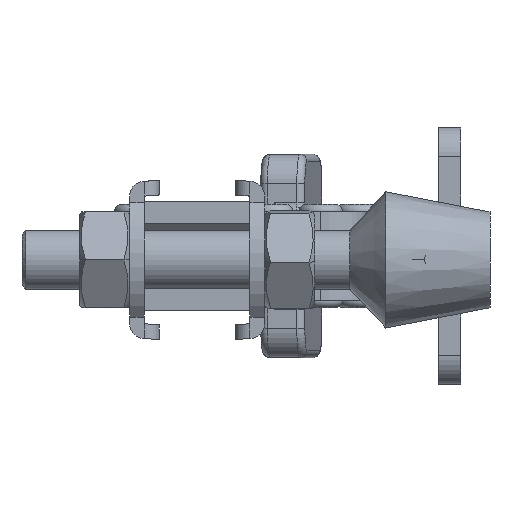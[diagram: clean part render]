
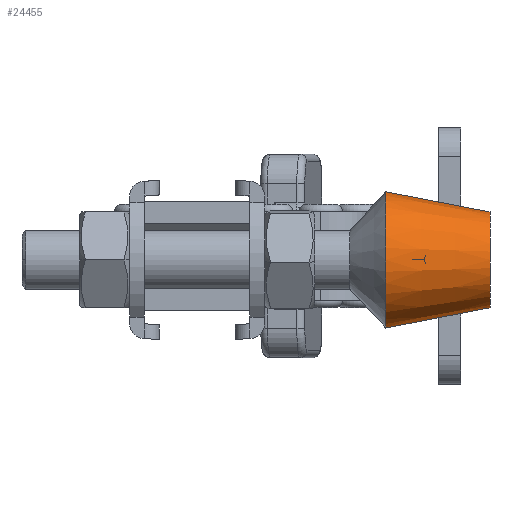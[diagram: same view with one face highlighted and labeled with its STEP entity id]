
A CAD part, left-side view. The second image highlights one B-rep face of the part: STEP entity #24455.
In plain terms, the highlighted conical face has half-angle 11 degrees and reference radius 6.5 mm.
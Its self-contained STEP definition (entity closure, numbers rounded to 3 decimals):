
#1101 = EDGE_CURVE ( 'NONE', #3785, #3793, #9622, .T. ) ;
#1103 = EDGE_CURVE ( 'NONE', #3788, #3794, #9627, .T. ) ;
#1107 = EDGE_CURVE ( 'NONE', #3794, #3793, #9631, .T. ) ;
#1108 = EDGE_CURVE ( 'NONE', #3788, #3785, #9635, .T. ) ;
#1903 = ORIENTED_EDGE ( 'NONE', *, *, #1101, .F. ) ;
#1905 = ORIENTED_EDGE ( 'NONE', *, *, #1108, .F. ) ;
#1908 = ORIENTED_EDGE ( 'NONE', *, *, #1103, .T. ) ;
#1910 = ORIENTED_EDGE ( 'NONE', *, *, #1107, .T. ) ;
#2716 = EDGE_LOOP ( 'NONE', ( #1903, #1905, #1908, #1910 ) ) ;
#3785 = VERTEX_POINT ( 'NONE', #11712 ) ;
#3788 = VERTEX_POINT ( 'NONE', #11715 ) ;
#3793 = VERTEX_POINT ( 'NONE', #11720 ) ;
#3794 = VERTEX_POINT ( 'NONE', #11721 ) ;
#8723 = AXIS2_PLACEMENT_3D ( 'NONE', #25395, #25394, #25393 ) ;
#8724 = AXIS2_PLACEMENT_3D ( 'NONE', #25389, #25388, #25387 ) ;
#9622 = LINE ( 'NONE', #25397, #9626 ) ;
#9626 = VECTOR ( 'NONE', #25402, 1000. ) ;
#9627 = LINE ( 'NONE', #25396, #9629 ) ;
#9629 = VECTOR ( 'NONE', #25375, 1000. ) ;
#9631 = CIRCLE ( 'NONE', #8723, 9.243 ) ;
#9635 = CIRCLE ( 'NONE', #8724, 6.5 ) ;
#11712 = CARTESIAN_POINT ( 'NONE',  ( 0., 0., -6.5 ) ) ;
#11715 = CARTESIAN_POINT ( 'NONE',  ( 0., 0., 6.5 ) ) ;
#11720 = CARTESIAN_POINT ( 'NONE',  ( 0., 14.111, -9.243 ) ) ;
#11721 = CARTESIAN_POINT ( 'NONE',  ( 0., 14.111, 9.243 ) ) ;
#21597 = FACE_OUTER_BOUND ( 'NONE', #2716, .T. ) ;
#21605 = CONICAL_SURFACE ( 'NONE', #25583, 6.5, 0.192 ) ;
#24455 = ADVANCED_FACE ( 'NONE', ( #21597 ), #21605, .T. ) ;
#25375 = DIRECTION ( 'NONE',  ( 0., 0.982, 0.191 ) ) ;
#25387 = DIRECTION ( 'NONE',  ( 0., 0., -1. ) ) ;
#25388 = DIRECTION ( 'NONE',  ( 0., -1., 0. ) ) ;
#25389 = CARTESIAN_POINT ( 'NONE',  ( 0., 0., 0. ) ) ;
#25393 = DIRECTION ( 'NONE',  ( 0., 0., -1. ) ) ;
#25394 = DIRECTION ( 'NONE',  ( 0., -1., 0. ) ) ;
#25395 = CARTESIAN_POINT ( 'NONE',  ( 0., 14.111, 0. ) ) ;
#25396 = CARTESIAN_POINT ( 'NONE',  ( 0., 0., 6.5 ) ) ;
#25397 = CARTESIAN_POINT ( 'NONE',  ( 0., 0., -6.5 ) ) ;
#25402 = DIRECTION ( 'NONE',  ( 0., 0.982, -0.191 ) ) ;
#25583 = AXIS2_PLACEMENT_3D ( 'NONE', #26491, #26490, #26486 ) ;
#26486 = DIRECTION ( 'NONE',  ( 0., 0., 1. ) ) ;
#26490 = DIRECTION ( 'NONE',  ( 0., 1., 0. ) ) ;
#26491 = CARTESIAN_POINT ( 'NONE',  ( 0., 0., 0. ) ) ;
